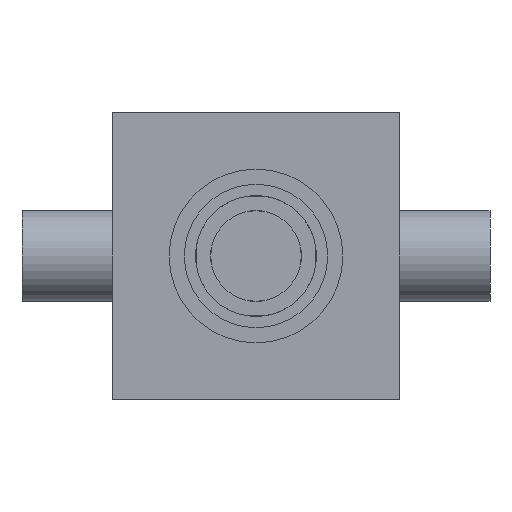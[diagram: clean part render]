
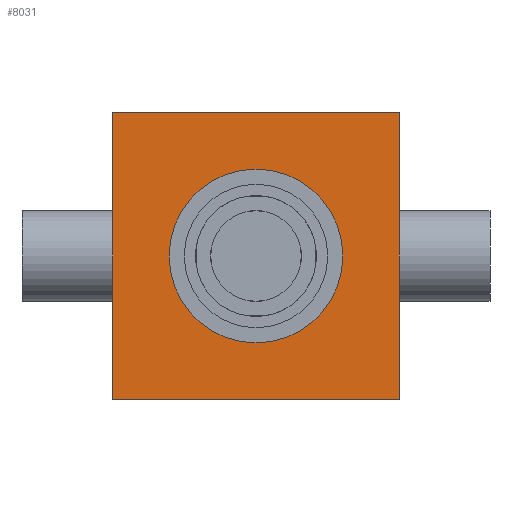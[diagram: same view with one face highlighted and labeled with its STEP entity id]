
A CAD part, front view. The second image highlights one B-rep face of the part: STEP entity #8031.
In plain terms, the highlighted face is planar.
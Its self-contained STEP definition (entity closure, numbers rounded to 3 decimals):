
#626=EDGE_CURVE('',#632,#632,#627,.T.);
#627=CIRCLE('',#628,73.025);
#628=AXIS2_PLACEMENT_3D('',#629,#630,#631);
#629=CARTESIAN_POINT('',(0.,57.15,0.));
#630=DIRECTION('',(0.,1.,0.));
#631=DIRECTION('',(1.,0.,0.));
#632=VERTEX_POINT('',#633);
#633=CARTESIAN_POINT('',(73.025,57.15,0.));
#789=VERTEX_POINT('',#790);
#790=CARTESIAN_POINT('',(120.65,57.15,-120.65));
#791=EDGE_CURVE('',#796,#789,#792,.T.);
#792=LINE('',#793,#794);
#793=CARTESIAN_POINT('',(-120.65,57.15,-120.65));
#794=VECTOR('',#795,1.);
#795=DIRECTION('',(1.,0.,0.));
#796=VERTEX_POINT('',#797);
#797=CARTESIAN_POINT('',(-120.65,57.15,-120.65));
#830=VERTEX_POINT('',#831);
#831=CARTESIAN_POINT('',(120.65,57.15,120.65));
#832=EDGE_CURVE('',#789,#830,#833,.T.);
#833=LINE('',#834,#835);
#834=CARTESIAN_POINT('',(120.65,57.15,-120.65));
#835=VECTOR('',#836,1.);
#836=DIRECTION('',(0.,0.,1.));
#864=VERTEX_POINT('',#865);
#865=CARTESIAN_POINT('',(-120.65,57.15,120.65));
#866=EDGE_CURVE('',#830,#864,#867,.T.);
#867=LINE('',#868,#869);
#868=CARTESIAN_POINT('',(120.65,57.15,120.65));
#869=VECTOR('',#870,1.);
#870=DIRECTION('',(-1.,0.,0.));
#893=EDGE_CURVE('',#864,#796,#894,.T.);
#894=LINE('',#895,#896);
#895=CARTESIAN_POINT('',(-120.65,57.15,120.65));
#896=VECTOR('',#897,1.);
#897=DIRECTION('',(0.,0.,-1.));
#903=FACE_OUTER_BOUND('',#905,.T.);
#904=FACE_BOUND('',#906,.T.);
#905=EDGE_LOOP('',(#907));
#906=EDGE_LOOP('',(#908,#909,#910,#911));
#907=ORIENTED_EDGE('',*,*,#626,.T.);
#908=ORIENTED_EDGE('',*,*,#791,.T.);
#909=ORIENTED_EDGE('',*,*,#832,.T.);
#910=ORIENTED_EDGE('',*,*,#866,.T.);
#911=ORIENTED_EDGE('',*,*,#893,.T.);
#912=PLANE('',#913);
#913=AXIS2_PLACEMENT_3D('',#914,#915,#916);
#914=CARTESIAN_POINT('',(120.65,57.15,-120.65));
#915=DIRECTION('',(0.,-1.,0.));
#916=DIRECTION('',(0.,0.,-1.));
#8031=ADVANCED_FACE('',(#903,#904),#912,.T.);
